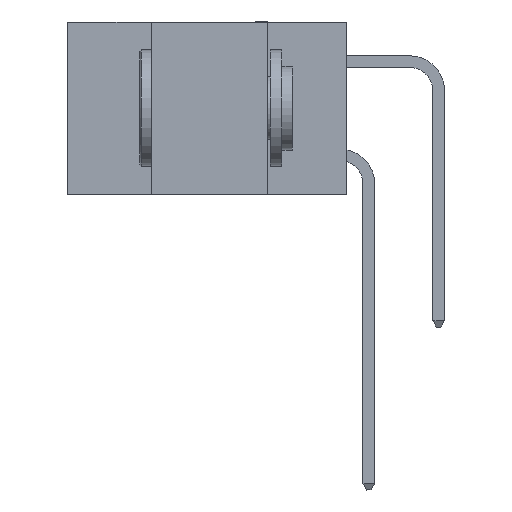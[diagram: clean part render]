
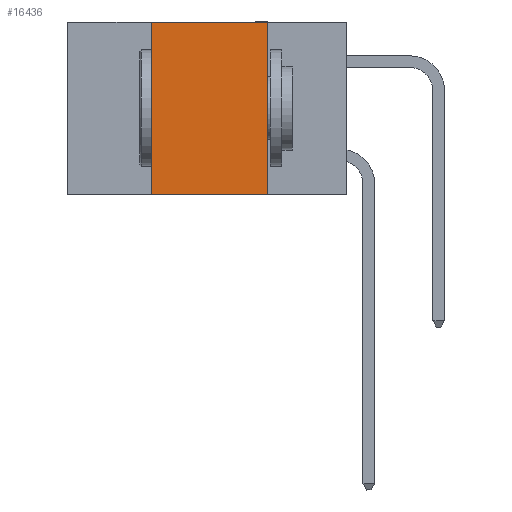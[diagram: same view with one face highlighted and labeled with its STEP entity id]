
A CAD part, left-side view. The second image highlights one B-rep face of the part: STEP entity #16436.
In plain terms, the highlighted planar face has unit normal (-1, 0, 0).
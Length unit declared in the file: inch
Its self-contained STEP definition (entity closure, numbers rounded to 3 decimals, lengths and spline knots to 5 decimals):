
#627 = VERTEX_POINT ( 'NONE', #31937 ) ;
#822 = EDGE_LOOP ( 'NONE', ( #22670, #25057, #8062, #11349 ) ) ;
#2209 = CARTESIAN_POINT ( 'NONE',  ( 0., 0.42, 0. ) ) ;
#2563 = VECTOR ( 'NONE', #9565, 39.37008 ) ;
#2748 = FACE_OUTER_BOUND ( 'NONE', #822, .T. ) ;
#4074 = EDGE_CURVE ( 'NONE', #26342, #5173, #17131, .T. ) ;
#4434 = CARTESIAN_POINT ( 'NONE',  ( 0., 0.6, -0.37 ) ) ;
#5173 = VERTEX_POINT ( 'NONE', #31099 ) ;
#6854 = CARTESIAN_POINT ( 'NONE',  ( 0., 0.6, 0. ) ) ;
#7601 = LINE ( 'NONE', #11659, #2563 ) ;
#8062 = ORIENTED_EDGE ( 'NONE', *, *, #27395, .F. ) ;
#9461 = VECTOR ( 'NONE', #14557, 39.37008 ) ;
#9565 = DIRECTION ( 'NONE',  ( 0., 0., 1. ) ) ;
#11075 = EDGE_CURVE ( 'NONE', #5173, #29955, #13518, .T. ) ;
#11349 = ORIENTED_EDGE ( 'NONE', *, *, #28507, .T. ) ;
#11659 = CARTESIAN_POINT ( 'NONE',  ( 0., 0.42, 0. ) ) ;
#13518 = LINE ( 'NONE', #19482, #25164 ) ;
#14557 = DIRECTION ( 'NONE',  ( 0., -1., 0. ) ) ;
#14824 = VECTOR ( 'NONE', #23609, 39.37008 ) ;
#16436 = ADVANCED_FACE ( 'NONE', ( #2748 ), #18847, .F. ) ;
#17131 = LINE ( 'NONE', #6854, #14824 ) ;
#18022 = CARTESIAN_POINT ( 'NONE',  ( 0., 0.17, -0.37 ) ) ;
#18847 = PLANE ( 'NONE',  #20910 ) ;
#19482 = CARTESIAN_POINT ( 'NONE',  ( 0., 0.17, 0. ) ) ;
#20910 = AXIS2_PLACEMENT_3D ( 'NONE', #21252, #21146, #28951 ) ;
#21146 = DIRECTION ( 'NONE',  ( 1., 0., 0. ) ) ;
#21252 = CARTESIAN_POINT ( 'NONE',  ( 0., 0.6, 0. ) ) ;
#22670 = ORIENTED_EDGE ( 'NONE', *, *, #11075, .F. ) ;
#23609 = DIRECTION ( 'NONE',  ( 0., -1., 0. ) ) ;
#25057 = ORIENTED_EDGE ( 'NONE', *, *, #4074, .F. ) ;
#25164 = VECTOR ( 'NONE', #29244, 39.37008 ) ;
#26342 = VERTEX_POINT ( 'NONE', #2209 ) ;
#27395 = EDGE_CURVE ( 'NONE', #627, #26342, #7601, .T. ) ;
#28507 = EDGE_CURVE ( 'NONE', #627, #29955, #30859, .T. ) ;
#28951 = DIRECTION ( 'NONE',  ( 0., 0., -1. ) ) ;
#29244 = DIRECTION ( 'NONE',  ( 0., 0., -1. ) ) ;
#29955 = VERTEX_POINT ( 'NONE', #18022 ) ;
#30859 = LINE ( 'NONE', #4434, #9461 ) ;
#31099 = CARTESIAN_POINT ( 'NONE',  ( 0., 0.17, 0. ) ) ;
#31937 = CARTESIAN_POINT ( 'NONE',  ( 0., 0.42, -0.37 ) ) ;
